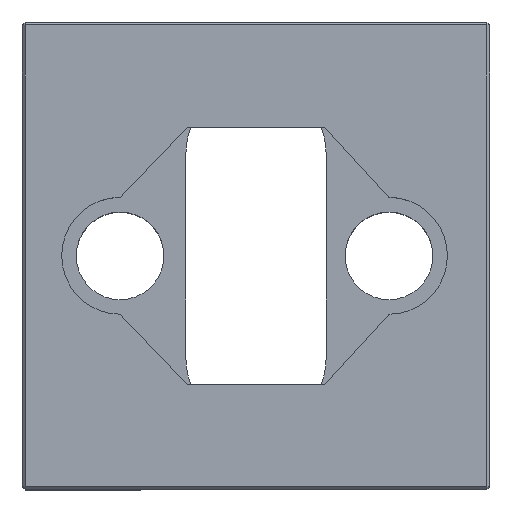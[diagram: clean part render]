
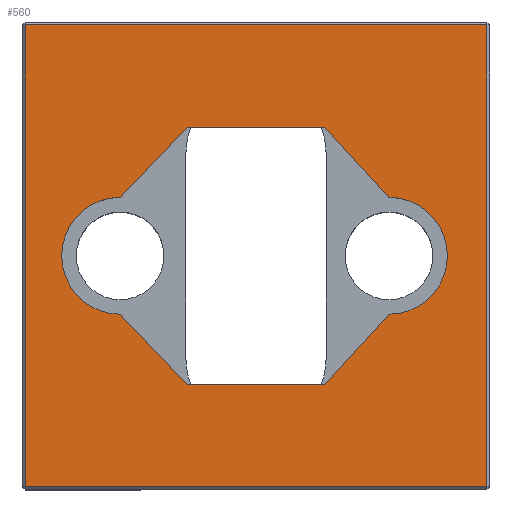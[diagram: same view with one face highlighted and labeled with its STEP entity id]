
A CAD part, top view. The second image highlights one B-rep face of the part: STEP entity #560.
In plain terms, the highlighted planar face has unit normal (0, 0, 1).
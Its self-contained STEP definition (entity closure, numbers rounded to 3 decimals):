
#15 = CARTESIAN_POINT ( 'NONE',  ( 3.469, 3.18, 8. ) ) ;
#31 = VECTOR ( 'NONE', #343, 1000. ) ;
#39 = PLANE ( 'NONE',  #814 ) ;
#49 = CARTESIAN_POINT ( 'NONE',  ( 4.55, -2., 8. ) ) ;
#58 = VERTEX_POINT ( 'NONE', #49 ) ;
#84 = VERTEX_POINT ( 'NONE', #171 ) ;
#87 = CARTESIAN_POINT ( 'NONE',  ( 4.55, 2., 8. ) ) ;
#109 = LINE ( 'NONE', #1189, #434 ) ;
#119 = CARTESIAN_POINT ( 'NONE',  ( -4.65, -2., 8. ) ) ;
#133 = DIRECTION ( 'NONE',  ( 0.692, -0.722, 0. ) ) ;
#134 = DIRECTION ( 'NONE',  ( 0., -1., 0. ) ) ;
#171 = CARTESIAN_POINT ( 'NONE',  ( -4.651, 2., 8. ) ) ;
#176 = ORIENTED_EDGE ( 'NONE', *, *, #871, .T. ) ;
#181 = VERTEX_POINT ( 'NONE', #87 ) ;
#220 = ORIENTED_EDGE ( 'NONE', *, *, #527, .T. ) ;
#221 = DIRECTION ( 'NONE',  ( -1., 0., 0. ) ) ;
#236 = ORIENTED_EDGE ( 'NONE', *, *, #1375, .F. ) ;
#237 = VERTEX_POINT ( 'NONE', #467 ) ;
#238 = EDGE_LOOP ( 'NONE', ( #176, #771, #220, #650 ) ) ;
#255 = CARTESIAN_POINT ( 'NONE',  ( 6.55, 0., 8. ) ) ;
#265 = VECTOR ( 'NONE', #1354, 1000. ) ;
#292 = VERTEX_POINT ( 'NONE', #1188 ) ;
#296 = VERTEX_POINT ( 'NONE', #1549 ) ;
#324 = EDGE_CURVE ( 'NONE', #805, #1013, #1318, .T. ) ;
#331 = CARTESIAN_POINT ( 'NONE',  ( -2.35, 4.4, 8. ) ) ;
#337 = ORIENTED_EDGE ( 'NONE', *, *, #800, .F. ) ;
#343 = DIRECTION ( 'NONE',  ( 0.676, 0.737, 0. ) ) ;
#358 = LINE ( 'NONE', #1165, #31 ) ;
#369 = DIRECTION ( 'NONE',  ( 1., 0., 0. ) ) ;
#373 = DIRECTION ( 'NONE',  ( -0.692, -0.722, 0. ) ) ;
#378 = LINE ( 'NONE', #913, #976 ) ;
#396 = VERTEX_POINT ( 'NONE', #850 ) ;
#398 = VERTEX_POINT ( 'NONE', #119 ) ;
#402 = ORIENTED_EDGE ( 'NONE', *, *, #1398, .F. ) ;
#413 = CARTESIAN_POINT ( 'NONE',  ( 7.9, -7.9, 8. ) ) ;
#434 = VECTOR ( 'NONE', #133, 1000. ) ;
#458 = DIRECTION ( 'NONE',  ( 0., 0., 1. ) ) ;
#467 = CARTESIAN_POINT ( 'NONE',  ( 2.35, 4.4, 8. ) ) ;
#474 = EDGE_LOOP ( 'NONE', ( #1215, #610, #940, #1201, #881, #337, #903, #402, #570, #236 ) ) ;
#491 = EDGE_CURVE ( 'NONE', #237, #805, #1356, .T. ) ;
#505 = EDGE_CURVE ( 'NONE', #181, #237, #967, .T. ) ;
#512 = VERTEX_POINT ( 'NONE', #255 ) ;
#522 = VECTOR ( 'NONE', #1121, 1000. ) ;
#523 = CARTESIAN_POINT ( 'NONE',  ( -4.651, 2., 8. ) ) ;
#527 = EDGE_CURVE ( 'NONE', #396, #296, #636, .T. ) ;
#560 = ADVANCED_FACE ( 'NONE', ( #674, #760 ), #39, .T. ) ;
#570 = ORIENTED_EDGE ( 'NONE', *, *, #909, .F. ) ;
#584 = DIRECTION ( 'NONE',  ( 0., 0., 1. ) ) ;
#605 = CARTESIAN_POINT ( 'NONE',  ( 8., -7.9, 8. ) ) ;
#610 = ORIENTED_EDGE ( 'NONE', *, *, #324, .F. ) ;
#615 = VECTOR ( 'NONE', #369, 1000. ) ;
#635 = DIRECTION ( 'NONE',  ( -1., 0., 0. ) ) ;
#636 = LINE ( 'NONE', #863, #691 ) ;
#646 = VERTEX_POINT ( 'NONE', #413 ) ;
#649 = EDGE_CURVE ( 'NONE', #1013, #84, #836, .T. ) ;
#650 = ORIENTED_EDGE ( 'NONE', *, *, #1007, .T. ) ;
#655 = VECTOR ( 'NONE', #1303, 1000. ) ;
#664 = DIRECTION ( 'NONE',  ( 0., 0., 1. ) ) ;
#674 = FACE_BOUND ( 'NONE', #474, .T. ) ;
#682 = VERTEX_POINT ( 'NONE', #779 ) ;
#689 = DIRECTION ( 'NONE',  ( 1., 0., 0. ) ) ;
#691 = VECTOR ( 'NONE', #134, 1000. ) ;
#698 = DIRECTION ( 'NONE',  ( 1., 0., 0. ) ) ;
#703 = CIRCLE ( 'NONE', #1445, 2. ) ;
#710 = CARTESIAN_POINT ( 'NONE',  ( -8., 7.9, 8. ) ) ;
#722 = VECTOR ( 'NONE', #221, 1000. ) ;
#760 = FACE_OUTER_BOUND ( 'NONE', #238, .T. ) ;
#771 = ORIENTED_EDGE ( 'NONE', *, *, #842, .T. ) ;
#779 = CARTESIAN_POINT ( 'NONE',  ( -2.35, -4.4, 8. ) ) ;
#799 = CARTESIAN_POINT ( 'NONE',  ( 2.35, -4.4, 8. ) ) ;
#800 = EDGE_CURVE ( 'NONE', #58, #512, #891, .T. ) ;
#805 = VERTEX_POINT ( 'NONE', #331 ) ;
#814 = AXIS2_PLACEMENT_3D ( 'NONE', #1487, #664, #1006 ) ;
#836 = LINE ( 'NONE', #890, #522 ) ;
#838 = DIRECTION ( 'NONE',  ( 0., 0., 1. ) ) ;
#842 = EDGE_CURVE ( 'NONE', #292, #396, #907, .T. ) ;
#850 = CARTESIAN_POINT ( 'NONE',  ( -7.9, 7.9, 8. ) ) ;
#863 = CARTESIAN_POINT ( 'NONE',  ( -7.9, -8., 8. ) ) ;
#871 = EDGE_CURVE ( 'NONE', #646, #292, #1122, .T. ) ;
#881 = ORIENTED_EDGE ( 'NONE', *, *, #1411, .F. ) ;
#890 = CARTESIAN_POINT ( 'NONE',  ( -4.65, -0.001, 8. ) ) ;
#891 = CIRCLE ( 'NONE', #1106, 2. ) ;
#903 = ORIENTED_EDGE ( 'NONE', *, *, #1279, .F. ) ;
#907 = LINE ( 'NONE', #710, #722 ) ;
#909 = EDGE_CURVE ( 'NONE', #398, #682, #109, .T. ) ;
#913 = CARTESIAN_POINT ( 'NONE',  ( 0., -4.4, 8. ) ) ;
#929 = DIRECTION ( 'NONE',  ( 1., 0., 0. ) ) ;
#934 = CARTESIAN_POINT ( 'NONE',  ( -4.65, 0., 8. ) ) ;
#940 = ORIENTED_EDGE ( 'NONE', *, *, #491, .F. ) ;
#967 = LINE ( 'NONE', #15, #265 ) ;
#976 = VECTOR ( 'NONE', #929, 1000. ) ;
#1006 = DIRECTION ( 'NONE',  ( 1., 0., 0. ) ) ;
#1007 = EDGE_CURVE ( 'NONE', #296, #646, #1355, .T. ) ;
#1013 = VERTEX_POINT ( 'NONE', #523 ) ;
#1040 = DIRECTION ( 'NONE',  ( 1., 0., 0. ) ) ;
#1052 = CARTESIAN_POINT ( 'NONE',  ( 7.9, 8., 8. ) ) ;
#1106 = AXIS2_PLACEMENT_3D ( 'NONE', #1283, #838, #698 ) ;
#1118 = CIRCLE ( 'NONE', #1361, 2. ) ;
#1121 = DIRECTION ( 'NONE',  ( 0., -1., 0. ) ) ;
#1122 = LINE ( 'NONE', #1052, #655 ) ;
#1165 = CARTESIAN_POINT ( 'NONE',  ( 3.469, -3.18, 8. ) ) ;
#1188 = CARTESIAN_POINT ( 'NONE',  ( 7.9, 7.9, 8. ) ) ;
#1189 = CARTESIAN_POINT ( 'NONE',  ( -3.423, -3.28, 8. ) ) ;
#1201 = ORIENTED_EDGE ( 'NONE', *, *, #505, .F. ) ;
#1211 = CARTESIAN_POINT ( 'NONE',  ( 0., 4.4, 8. ) ) ;
#1215 = ORIENTED_EDGE ( 'NONE', *, *, #649, .F. ) ;
#1279 = EDGE_CURVE ( 'NONE', #1412, #58, #358, .T. ) ;
#1283 = CARTESIAN_POINT ( 'NONE',  ( 4.55, 0., 8. ) ) ;
#1298 = VECTOR ( 'NONE', #635, 1000. ) ;
#1303 = DIRECTION ( 'NONE',  ( 0., 1., 0. ) ) ;
#1316 = CARTESIAN_POINT ( 'NONE',  ( -3.423, 3.281, 8. ) ) ;
#1318 = LINE ( 'NONE', #1316, #1437 ) ;
#1354 = DIRECTION ( 'NONE',  ( -0.676, 0.737, 0. ) ) ;
#1355 = LINE ( 'NONE', #605, #615 ) ;
#1356 = LINE ( 'NONE', #1211, #1298 ) ;
#1361 = AXIS2_PLACEMENT_3D ( 'NONE', #934, #458, #1040 ) ;
#1375 = EDGE_CURVE ( 'NONE', #84, #398, #1118, .T. ) ;
#1394 = CARTESIAN_POINT ( 'NONE',  ( 4.55, 0., 8. ) ) ;
#1398 = EDGE_CURVE ( 'NONE', #682, #1412, #378, .T. ) ;
#1411 = EDGE_CURVE ( 'NONE', #512, #181, #703, .T. ) ;
#1412 = VERTEX_POINT ( 'NONE', #799 ) ;
#1437 = VECTOR ( 'NONE', #373, 1000. ) ;
#1445 = AXIS2_PLACEMENT_3D ( 'NONE', #1394, #584, #689 ) ;
#1487 = CARTESIAN_POINT ( 'NONE',  ( 0., 0., 8. ) ) ;
#1549 = CARTESIAN_POINT ( 'NONE',  ( -7.9, -7.9, 8. ) ) ;
